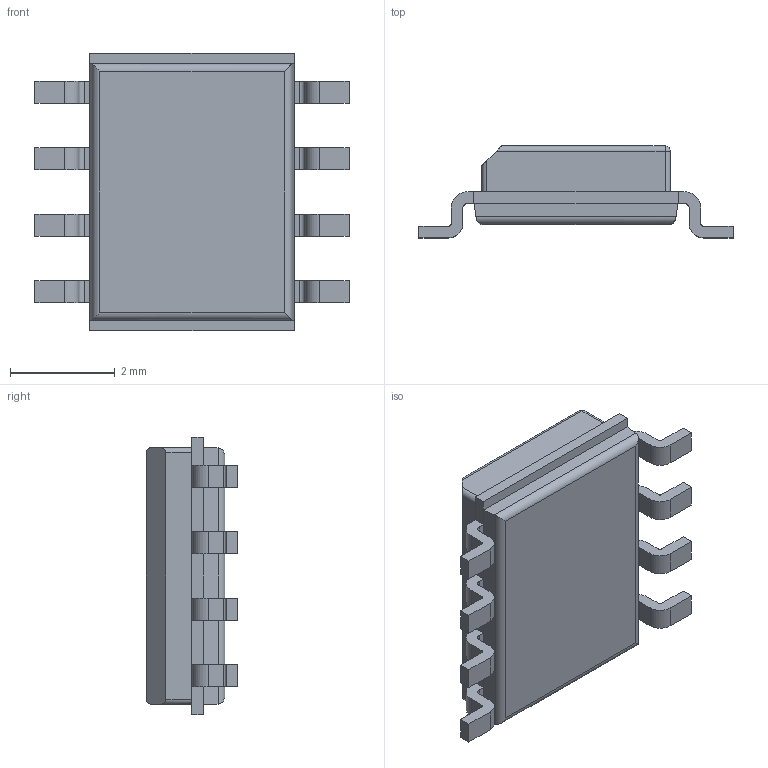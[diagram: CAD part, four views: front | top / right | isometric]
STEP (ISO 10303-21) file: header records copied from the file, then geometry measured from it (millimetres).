
FILE_DESCRIPTION (( 'STEP AP214' ), '1' );
FILE_NAME ('TCS3200.STEP', '2023-02-23T05:11:06', ( '' ), ( '' ), 'SwSTEP 2.0', 'SolidWorks 2021', '' );
FILE_SCHEMA (( 'AUTOMOTIVE_DESIGN' ));
Length unit declared in the file: millimetre
Products named in the file (1): TCS3200
Bounding box: 6 x 1.75 x 5.3 mm (x, y, z)
Volume: 28.3 mm3; surface area: 81.4 mm2
Topology: 9 solids, 9 shells, 141 faces, 359 edges, 236 vertices
Faces by surface type: plane 98, cylinder 42, sphere 1
Entity records: 4324 total; most frequent: CARTESIAN_POINT 775, ORIENTED_EDGE 716, DIRECTION 699, EDGE_CURVE 358, LINE 275, VECTOR 275, VERTEX_POINT 236, AXIS2_PLACEMENT_3D 212
